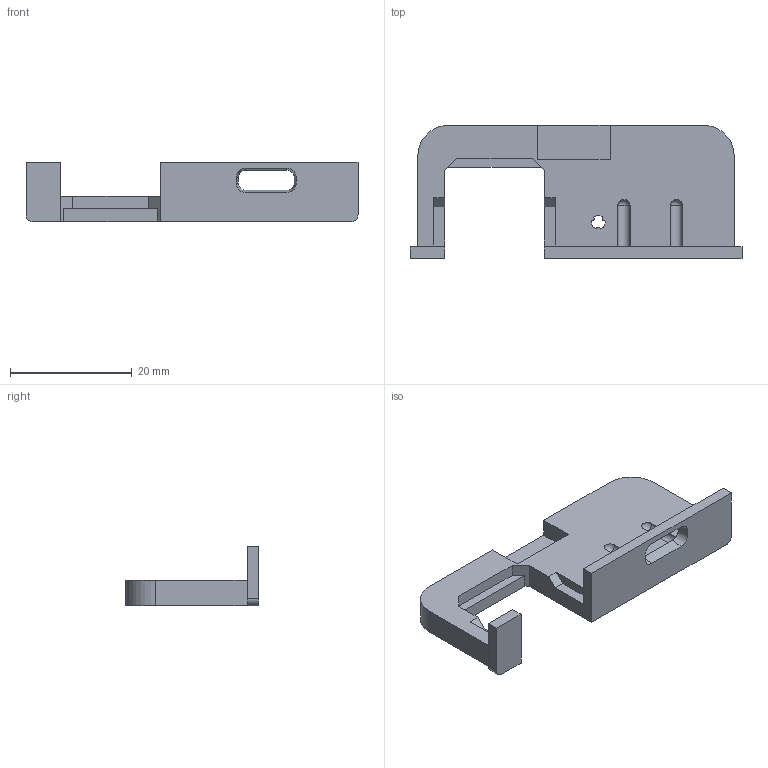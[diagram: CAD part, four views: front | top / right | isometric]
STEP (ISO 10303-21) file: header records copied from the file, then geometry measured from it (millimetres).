
FILE_DESCRIPTION(/* description */ ('STEP AP242','CAx-IF Rec.Pracs.---Representation and Presentation of Product Manufacturing Information (PMI)---4.0---2014-10-13','CAx-IF Rec.Pracs.---3D Tessellated Geometry---0.4---2014-09-14','2;1'),/* implementation_level */ '2;1');
FILE_NAME(/* name */ '68503fdaefb7c00097faf7f4',/* time_stamp */ '2025-06-16T16:01:31Z',/* author */ (''),/* organization */ (''),/* preprocessor_version */ 'ST-DEVELOPER v20',/* originating_system */ 'ONSHAPE BY PTC INC, 1.199',/* authorisation */ ' ');
FILE_SCHEMA (('AP242_MANAGED_MODEL_BASED_3D_ENGINEERING_MIM_LF { 1 0 10303 442 1 1 4 }'));
Length unit declared in the file: metre
Products named in the file (1): uEtherPanel
Bounding box: 54.6 x 21.9 x 9.85 mm (x, y, z)
Volume: 3750.5 mm3; surface area: 3066.4 mm2
Topology: 1 solids, 1 shells, 52 faces, 154 edges, 102 vertices
Faces by surface type: plane 34, cylinder 12, cone 4, sphere 2
Entity records: 1738 total; most frequent: CARTESIAN_POINT 303, ORIENTED_EDGE 300, DIRECTION 290, EDGE_CURVE 150, LINE 116, VECTOR 116, VERTEX_POINT 100, AXIS2_PLACEMENT_3D 87
